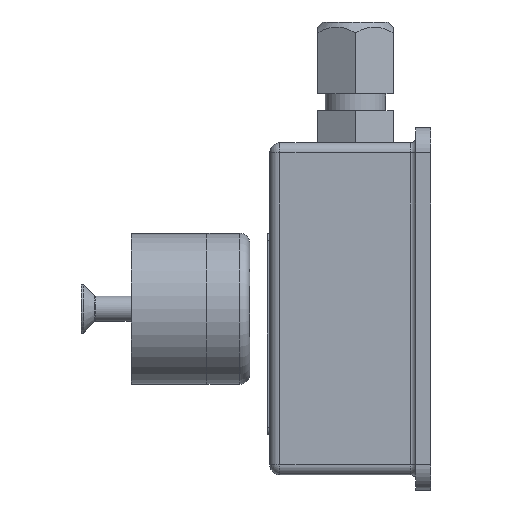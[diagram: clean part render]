
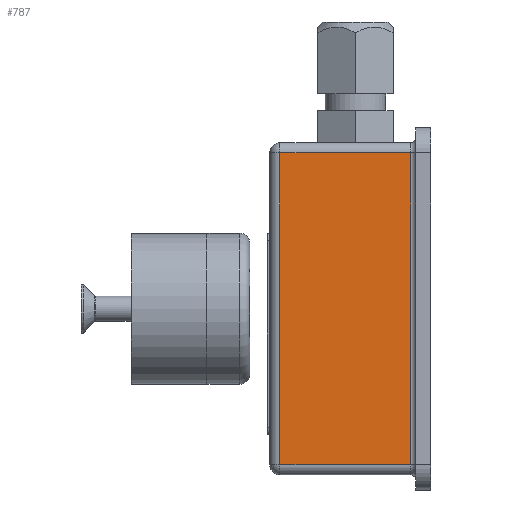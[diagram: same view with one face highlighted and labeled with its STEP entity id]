
A CAD part, left-side view. The second image highlights one B-rep face of the part: STEP entity #787.
In plain terms, the highlighted planar face has unit normal (-1, 0, 0).
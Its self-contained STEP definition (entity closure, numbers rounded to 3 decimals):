
#209 = ORIENTED_EDGE ( 'NONE', *, *, #3146, .T. ) ;
#280 = CARTESIAN_POINT ( 'NONE',  ( -42., 32., -31. ) ) ;
#672 = EDGE_CURVE ( 'NONE', #4278, #2730, #1958, .T. ) ;
#695 = DIRECTION ( 'NONE',  ( 0., 0., -1. ) ) ;
#787 = ADVANCED_FACE ( 'NONE', ( #1708 ), #2721, .F. ) ;
#798 = LINE ( 'NONE', #5158, #2106 ) ;
#1219 = CARTESIAN_POINT ( 'NONE',  ( -42., 30., 31. ) ) ;
#1708 = FACE_OUTER_BOUND ( 'NONE', #1806, .T. ) ;
#1806 = EDGE_LOOP ( 'NONE', ( #209, #5337, #4329, #3160 ) ) ;
#1872 = DIRECTION ( 'NONE',  ( 0., -1., 0. ) ) ;
#1951 = CARTESIAN_POINT ( 'NONE',  ( -42., 30., -31. ) ) ;
#1958 = LINE ( 'NONE', #2667, #2649 ) ;
#2106 = VECTOR ( 'NONE', #3373, 1000. ) ;
#2186 = EDGE_CURVE ( 'NONE', #3026, #2730, #2789, .T. ) ;
#2649 = VECTOR ( 'NONE', #5484, 1000. ) ;
#2667 = CARTESIAN_POINT ( 'NONE',  ( -42., 4., 31. ) ) ;
#2696 = CARTESIAN_POINT ( 'NONE',  ( -42., 4., 31. ) ) ;
#2721 = PLANE ( 'NONE',  #5234 ) ;
#2730 = VERTEX_POINT ( 'NONE', #2696 ) ;
#2789 = LINE ( 'NONE', #3484, #4109 ) ;
#2958 = DIRECTION ( 'NONE',  ( 0., 0., -1. ) ) ;
#3026 = VERTEX_POINT ( 'NONE', #1219 ) ;
#3138 = DIRECTION ( 'NONE',  ( 1., 0., 0. ) ) ;
#3146 = EDGE_CURVE ( 'NONE', #4974, #4278, #798, .T. ) ;
#3160 = ORIENTED_EDGE ( 'NONE', *, *, #3899, .T. ) ;
#3373 = DIRECTION ( 'NONE',  ( 0., -1., 0. ) ) ;
#3484 = CARTESIAN_POINT ( 'NONE',  ( -42., 32., 31. ) ) ;
#3594 = LINE ( 'NONE', #4012, #4164 ) ;
#3899 = EDGE_CURVE ( 'NONE', #3026, #4974, #3594, .T. ) ;
#4012 = CARTESIAN_POINT ( 'NONE',  ( -42., 30., -31. ) ) ;
#4109 = VECTOR ( 'NONE', #1872, 1000. ) ;
#4164 = VECTOR ( 'NONE', #2958, 1000. ) ;
#4278 = VERTEX_POINT ( 'NONE', #5414 ) ;
#4329 = ORIENTED_EDGE ( 'NONE', *, *, #2186, .F. ) ;
#4974 = VERTEX_POINT ( 'NONE', #1951 ) ;
#5158 = CARTESIAN_POINT ( 'NONE',  ( -42., 32., -31. ) ) ;
#5234 = AXIS2_PLACEMENT_3D ( 'NONE', #280, #3138, #695 ) ;
#5337 = ORIENTED_EDGE ( 'NONE', *, *, #672, .T. ) ;
#5414 = CARTESIAN_POINT ( 'NONE',  ( -42., 4., -31. ) ) ;
#5484 = DIRECTION ( 'NONE',  ( 0., 0., 1. ) ) ;
